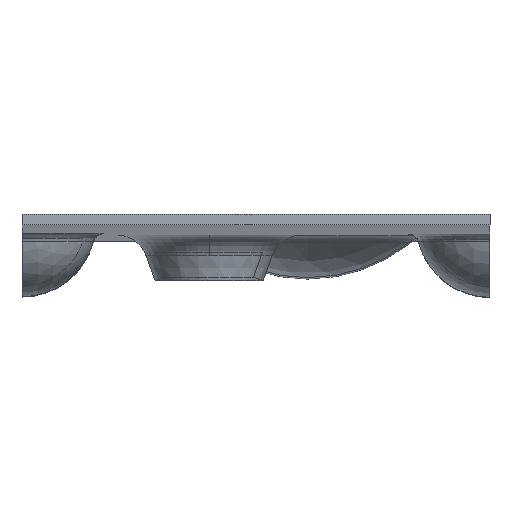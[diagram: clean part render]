
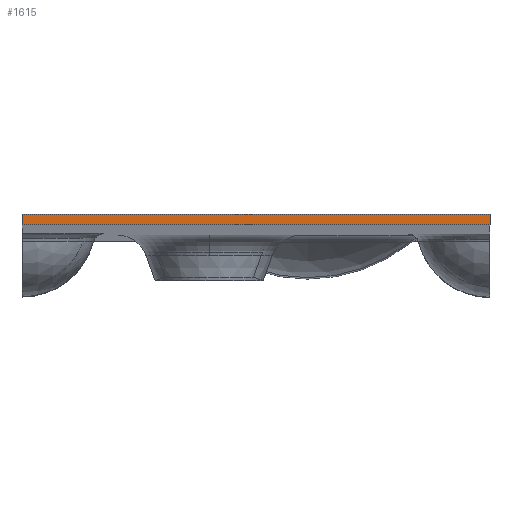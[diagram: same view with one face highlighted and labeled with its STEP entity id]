
A CAD part, top view. The second image highlights one B-rep face of the part: STEP entity #1615.
In plain terms, the highlighted planar face has unit normal (0, 0, 1).
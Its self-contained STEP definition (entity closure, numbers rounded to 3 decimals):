
#165 = EDGE_LOOP ( 'NONE', ( #326, #327, #328, #329 ) ) ;
#214 = VERTEX_POINT ( 'NONE', #417 ) ;
#227 = VERTEX_POINT ( 'NONE', #430 ) ;
#326 = ORIENTED_EDGE ( 'NONE', *, *, #1537, .F. ) ;
#327 = ORIENTED_EDGE ( 'NONE', *, *, #1591, .F. ) ;
#328 = ORIENTED_EDGE ( 'NONE', *, *, #1560, .T. ) ;
#329 = ORIENTED_EDGE ( 'NONE', *, *, #1595, .T. ) ;
#417 = CARTESIAN_POINT ( 'NONE',  ( -781.368, -1., 277.823 ) ) ;
#430 = CARTESIAN_POINT ( 'NONE',  ( -737.057, -1., 277.823 ) ) ;
#449 = CARTESIAN_POINT ( 'NONE',  ( -781.368, 0., 277.823 ) ) ;
#453 = CARTESIAN_POINT ( 'NONE',  ( -737.057, 0., 277.823 ) ) ;
#490 = LINE ( 'NONE', #491, #1365 ) ;
#491 = CARTESIAN_POINT ( 'NONE',  ( -737.057, 0., 277.823 ) ) ;
#492 = DIRECTION ( 'NONE',  ( 1., 0., 0. ) ) ;
#558 = LINE ( 'NONE', #559, #1441 ) ;
#559 = CARTESIAN_POINT ( 'NONE',  ( -737.057, -1., 277.823 ) ) ;
#560 = DIRECTION ( 'NONE',  ( 1., 0., 0. ) ) ;
#685 = LINE ( 'NONE', #686, #1472 ) ;
#686 = CARTESIAN_POINT ( 'NONE',  ( -781.368, -1., 277.823 ) ) ;
#687 = DIRECTION ( 'NONE',  ( 0., 1., 0. ) ) ;
#688 = LINE ( 'NONE', #689, #1432 ) ;
#689 = CARTESIAN_POINT ( 'NONE',  ( -737.057, -1., 277.823 ) ) ;
#699 = DIRECTION ( 'NONE',  ( 0., 1., 0. ) ) ;
#783 = PLANE ( 'NONE',  #1400 ) ;
#785 = CARTESIAN_POINT ( 'NONE',  ( -737.057, -1., 277.823 ) ) ;
#789 = FACE_OUTER_BOUND ( 'NONE', #165, .T. ) ;
#791 = DIRECTION ( 'NONE',  ( 0., 0., 1. ) ) ;
#792 = DIRECTION ( 'NONE',  ( 1., 0., 0. ) ) ;
#1304 = VERTEX_POINT ( 'NONE', #453 ) ;
#1305 = VERTEX_POINT ( 'NONE', #449 ) ;
#1365 = VECTOR ( 'NONE', #492, 1000. ) ;
#1400 = AXIS2_PLACEMENT_3D ( 'NONE', #785, #791, #792 ) ;
#1432 = VECTOR ( 'NONE', #699, 1000. ) ;
#1441 = VECTOR ( 'NONE', #560, 1000. ) ;
#1472 = VECTOR ( 'NONE', #687, 1000. ) ;
#1537 = EDGE_CURVE ( 'NONE', #1305, #1304, #490, .T. ) ;
#1560 = EDGE_CURVE ( 'NONE', #214, #227, #558, .T. ) ;
#1591 = EDGE_CURVE ( 'NONE', #214, #1305, #685, .T. ) ;
#1595 = EDGE_CURVE ( 'NONE', #227, #1304, #688, .T. ) ;
#1615 = ADVANCED_FACE ( 'NONE', ( #789 ), #783, .T. ) ;
